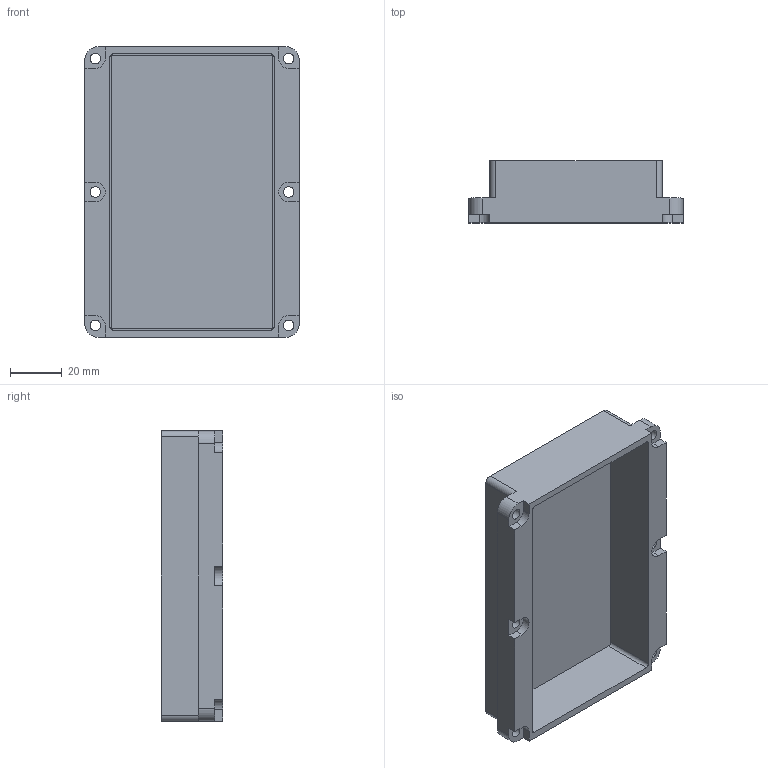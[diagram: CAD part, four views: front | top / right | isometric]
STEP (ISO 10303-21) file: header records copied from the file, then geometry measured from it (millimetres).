
FILE_DESCRIPTION(/* description */ (''),/* implementation_level */ '2;1');
FILE_NAME(/* name */ 'DSKY front frame mechanical.step',/* time_stamp */ '2019-04-07T12:48:38-07:00',/* author */ ('ben.krasnow'),/* organization */ (''),/* preprocessor_version */ 'ST-DEVELOPER v17.2',/* originating_system */ 'Autodesk Translation Framework v7.6.0.251',/* authorisation */ '');
FILE_SCHEMA (('AUTOMOTIVE_DESIGN { 1 0 10303 214 3 1 1 }'));
Length unit declared in the file: millimetre
Products named in the file (1): DSKY front frame mechanical
Bounding box: 82.8 x 23.88 x 112.27 mm (x, y, z)
Volume: 50047 mm3; surface area: 50482.6 mm2
Topology: 3 solids, 3 shells, 85 faces, 234 edges, 156 vertices
Faces by surface type: plane 49, cylinder 36
Full cylindrical faces by diameter (mm): 4.064 x6
Entity records: 2787 total; most frequent: DIRECTION 478, CARTESIAN_POINT 476, ORIENTED_EDGE 468, EDGE_CURVE 234, LINE 162, VECTOR 162, AXIS2_PLACEMENT_3D 158, VERTEX_POINT 156
